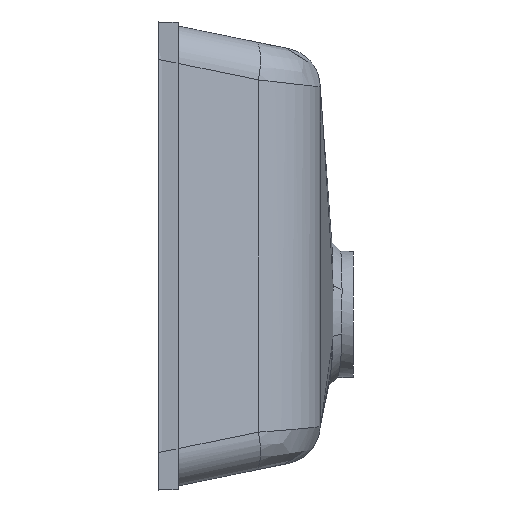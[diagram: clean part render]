
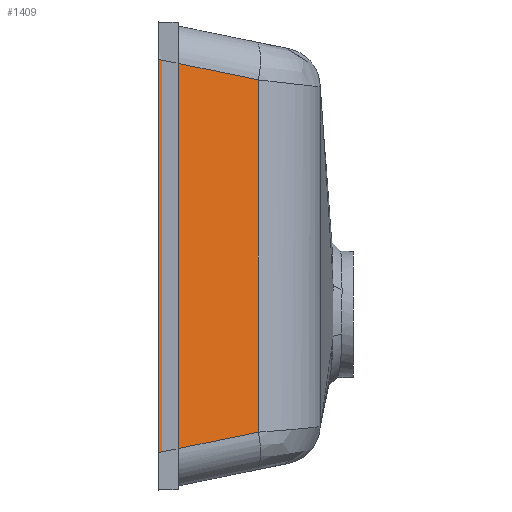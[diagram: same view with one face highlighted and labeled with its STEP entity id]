
A CAD part, left-side view. The second image highlights one B-rep face of the part: STEP entity #1409.
In plain terms, the highlighted planar face has unit normal (-0.956, -0.294, 0).
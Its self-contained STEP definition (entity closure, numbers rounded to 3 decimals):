
#85 = VERTEX_POINT ( 'NONE', #4630 ) ;
#87 = PLANE ( 'NONE',  #5373 ) ;
#139 = VECTOR ( 'NONE', #4101, 1000. ) ;
#552 = VECTOR ( 'NONE', #4770, 1000. ) ;
#565 = LINE ( 'NONE', #5972, #552 ) ;
#760 = EDGE_LOOP ( 'NONE', ( #5625, #1638, #1901, #5445 ) ) ;
#1350 = LINE ( 'NONE', #2127, #3440 ) ;
#1384 = VERTEX_POINT ( 'NONE', #6289 ) ;
#1409 = ADVANCED_FACE ( 'NONE', ( #5582 ), #87, .T. ) ;
#1576 = VERTEX_POINT ( 'NONE', #1650 ) ;
#1638 = ORIENTED_EDGE ( 'NONE', *, *, #2672, .T. ) ;
#1650 = CARTESIAN_POINT ( 'NONE',  ( -290.464, 0., -101.002 ) ) ;
#1673 = CARTESIAN_POINT ( 'NONE',  ( -243.311, -152.986, 69.566 ) ) ;
#1901 = ORIENTED_EDGE ( 'NONE', *, *, #4063, .T. ) ;
#2127 = CARTESIAN_POINT ( 'NONE',  ( -277.839, -40.961, -92.585 ) ) ;
#2437 = VERTEX_POINT ( 'NONE', #6495 ) ;
#2556 = DIRECTION ( 'NONE',  ( 0.289, -0.938, 0.193 ) ) ;
#2672 = EDGE_CURVE ( 'NONE', #1384, #2437, #565, .T. ) ;
#3440 = VECTOR ( 'NONE', #2556, 1000. ) ;
#3952 = LINE ( 'NONE', #1673, #6427 ) ;
#4063 = EDGE_CURVE ( 'NONE', #2437, #85, #3952, .T. ) ;
#4101 = DIRECTION ( 'NONE',  ( 0., 0., 1. ) ) ;
#4380 = CARTESIAN_POINT ( 'NONE',  ( -289.556, -2.945, 110. ) ) ;
#4630 = CARTESIAN_POINT ( 'NONE',  ( -290.464, 0., 101.002 ) ) ;
#4770 = DIRECTION ( 'NONE',  ( 0., 0., 1. ) ) ;
#5127 = CARTESIAN_POINT ( 'NONE',  ( -290.464, 0., 110. ) ) ;
#5373 = AXIS2_PLACEMENT_3D ( 'NONE', #4380, #6313, #6282 ) ;
#5445 = ORIENTED_EDGE ( 'NONE', *, *, #6494, .F. ) ;
#5582 = FACE_OUTER_BOUND ( 'NONE', #760, .T. ) ;
#5625 = ORIENTED_EDGE ( 'NONE', *, *, #6803, .T. ) ;
#5767 = LINE ( 'NONE', #5127, #139 ) ;
#5972 = CARTESIAN_POINT ( 'NONE',  ( -274.667, -51.255, 110. ) ) ;
#6282 = DIRECTION ( 'NONE',  ( 0., 0., -1. ) ) ;
#6289 = CARTESIAN_POINT ( 'NONE',  ( -274.667, -51.255, -90.47 ) ) ;
#6313 = DIRECTION ( 'NONE',  ( -0.956, -0.295, 0. ) ) ;
#6427 = VECTOR ( 'NONE', #7109, 1000. ) ;
#6494 = EDGE_CURVE ( 'NONE', #1576, #85, #5767, .T. ) ;
#6495 = CARTESIAN_POINT ( 'NONE',  ( -274.667, -51.255, 90.47 ) ) ;
#6803 = EDGE_CURVE ( 'NONE', #1576, #1384, #1350, .T. ) ;
#7109 = DIRECTION ( 'NONE',  ( -0.289, 0.938, 0.193 ) ) ;
